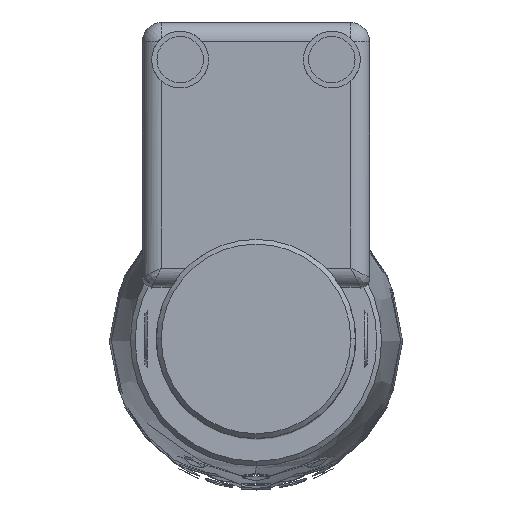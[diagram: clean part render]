
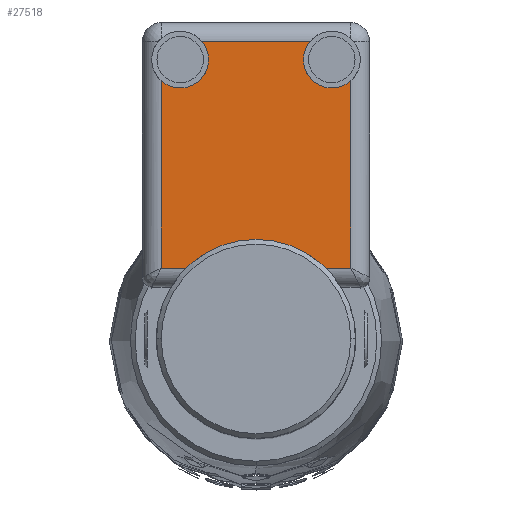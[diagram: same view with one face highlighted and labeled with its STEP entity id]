
A CAD part, top view. The second image highlights one B-rep face of the part: STEP entity #27518.
In plain terms, the highlighted planar face has unit normal (0, 0, 1).
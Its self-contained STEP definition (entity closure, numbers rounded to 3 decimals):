
#26728=DIRECTION('',(1.,0.,0.));
#26729=VECTOR('',#26728,2.662);
#26730=CARTESIAN_POINT('',(7.338,7.51,-0.5));
#26731=LINE('',#26730,#26729);
#26732=CARTESIAN_POINT('',(0.,0.,-0.5));
#26733=DIRECTION('',(0.,0.,1.));
#26734=DIRECTION('',(0.699,0.715,0.));
#26735=AXIS2_PLACEMENT_3D('',#26732,#26733,#26734);
#26737=DIRECTION('',(1.,0.,0.));
#26738=VECTOR('',#26737,2.662);
#26739=CARTESIAN_POINT('',(-10.,7.51,-0.5));
#26740=LINE('',#26739,#26738);
#26741=DIRECTION('',(0.,-1.,0.));
#26742=VECTOR('',#26741,19.754);
#26743=CARTESIAN_POINT('',(-10.,27.264,-0.5));
#26744=LINE('',#26743,#26742);
#26745=CARTESIAN_POINT('',(-8.,29.5,-0.5));
#26746=DIRECTION('',(0.,0.,1.));
#26747=DIRECTION('',(-0.667,-0.745,0.));
#26748=AXIS2_PLACEMENT_3D('',#26745,#26746,#26747);
#26750=CARTESIAN_POINT('',(-8.,29.5,-0.5));
#26751=DIRECTION('',(0.,0.,1.));
#26752=DIRECTION('',(1.,0.,0.));
#26753=AXIS2_PLACEMENT_3D('',#26750,#26751,#26752);
#26755=DIRECTION('',(-1.,0.,0.));
#26756=VECTOR('',#26755,11.357);
#26757=CARTESIAN_POINT('',(5.678,31.4,-0.5));
#26758=LINE('',#26757,#26756);
#26759=CARTESIAN_POINT('',(8.,29.5,-0.5));
#26760=DIRECTION('',(0.,0.,1.));
#26761=DIRECTION('',(-0.774,0.633,0.));
#26762=AXIS2_PLACEMENT_3D('',#26759,#26760,#26761);
#26764=CARTESIAN_POINT('',(8.,29.5,-0.5));
#26765=DIRECTION('',(0.,0.,1.));
#26766=DIRECTION('',(-1.,0.,0.));
#26767=AXIS2_PLACEMENT_3D('',#26764,#26765,#26766);
#26769=DIRECTION('',(0.,1.,0.));
#26770=VECTOR('',#26769,19.754);
#26771=CARTESIAN_POINT('',(10.,7.51,-0.5));
#26772=LINE('',#26771,#26770);
#27082=CARTESIAN_POINT('',(-7.338,7.51,-0.5));
#27110=CARTESIAN_POINT('',(7.338,7.51,-0.5));
#27131=CARTESIAN_POINT('',(-10.,27.264,-0.5));
#27154=CARTESIAN_POINT('',(5.678,31.4,-0.5));
#27179=CARTESIAN_POINT('',(10.,27.264,-0.5));
#27419=VERTEX_POINT('',#27110);
#27420=CARTESIAN_POINT('',(10.,7.51,-0.5));
#27421=VERTEX_POINT('',#27420);
#27425=VERTEX_POINT('',#27179);
#27431=VERTEX_POINT('',#27154);
#27433=CARTESIAN_POINT('',(-5.678,31.4,-0.5));
#27434=VERTEX_POINT('',#27433);
#27442=VERTEX_POINT('',#27131);
#27443=CARTESIAN_POINT('',(-10.,7.51,-0.5));
#27444=VERTEX_POINT('',#27443);
#27449=VERTEX_POINT('',#27082);
#27487=CARTESIAN_POINT('',(-5.,29.5,-0.5));
#27488=VERTEX_POINT('',#27487);
#27489=CARTESIAN_POINT('',(5.,29.5,-0.5));
#27490=VERTEX_POINT('',#27489);
#27491=CARTESIAN_POINT('',(0.,19.455,-0.5));
#27492=DIRECTION('',(0.,0.,-1.));
#27493=DIRECTION('',(0.,-1.,0.));
#27494=AXIS2_PLACEMENT_3D('',#27491,#27492,#27493);
#27495=PLANE('',#27494);
#27497=ORIENTED_EDGE('',*,*,#27496,.F.);
#27499=ORIENTED_EDGE('',*,*,#27498,.T.);
#27501=ORIENTED_EDGE('',*,*,#27500,.F.);
#27503=ORIENTED_EDGE('',*,*,#27502,.F.);
#27505=ORIENTED_EDGE('',*,*,#27504,.T.);
#27507=ORIENTED_EDGE('',*,*,#27506,.T.);
#27509=ORIENTED_EDGE('',*,*,#27508,.F.);
#27511=ORIENTED_EDGE('',*,*,#27510,.T.);
#27513=ORIENTED_EDGE('',*,*,#27512,.T.);
#27515=ORIENTED_EDGE('',*,*,#27514,.F.);
#27516=EDGE_LOOP('',(#27497,#27499,#27501,#27503,#27505,#27507,#27509,#27511,
#27513,#27515));
#27517=FACE_OUTER_BOUND('',#27516,.F.);
#27518=ADVANCED_FACE('',(#27517),#27495,.F.);
#26736=CIRCLE('',#26735,10.5);
#26749=CIRCLE('',#26748,3.);
#26754=CIRCLE('',#26753,3.);
#26763=CIRCLE('',#26762,3.);
#26768=CIRCLE('',#26767,3.);
#27496=EDGE_CURVE('',#27419,#27421,#26731,.T.);
#27498=EDGE_CURVE('',#27419,#27449,#26736,.T.);
#27500=EDGE_CURVE('',#27444,#27449,#26740,.T.);
#27502=EDGE_CURVE('',#27442,#27444,#26744,.T.);
#27504=EDGE_CURVE('',#27442,#27488,#26749,.T.);
#27506=EDGE_CURVE('',#27488,#27434,#26754,.T.);
#27508=EDGE_CURVE('',#27431,#27434,#26758,.T.);
#27510=EDGE_CURVE('',#27431,#27490,#26763,.T.);
#27512=EDGE_CURVE('',#27490,#27425,#26768,.T.);
#27514=EDGE_CURVE('',#27421,#27425,#26772,.T.);
